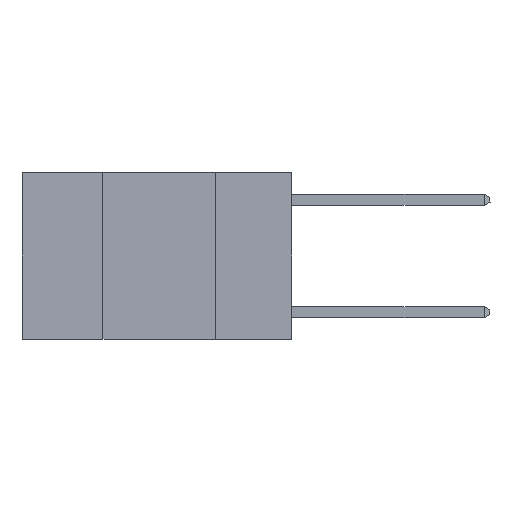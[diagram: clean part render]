
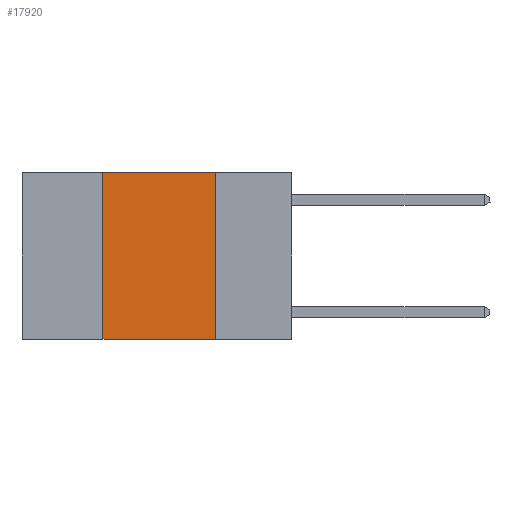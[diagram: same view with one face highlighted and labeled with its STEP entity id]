
A CAD part, left-side view. The second image highlights one B-rep face of the part: STEP entity #17920.
In plain terms, the highlighted planar face has unit normal (-1, 0, 0).
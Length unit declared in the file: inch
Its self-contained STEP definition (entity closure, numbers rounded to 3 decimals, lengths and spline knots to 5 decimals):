
#540 = LINE ( 'NONE', #2319, #3436 ) ;
#610 = EDGE_CURVE ( 'NONE', #15437, #7441, #19849, .T. ) ;
#2304 = DIRECTION ( 'NONE',  ( 0., 0., -1. ) ) ;
#2319 = CARTESIAN_POINT ( 'NONE',  ( 0., 0.42, 0. ) ) ;
#3016 = ORIENTED_EDGE ( 'NONE', *, *, #610, .T. ) ;
#3292 = VECTOR ( 'NONE', #17553, 39.37008 ) ;
#3436 = VECTOR ( 'NONE', #3984, 39.37008 ) ;
#3573 = LINE ( 'NONE', #10481, #11239 ) ;
#3984 = DIRECTION ( 'NONE',  ( 0., 0., 1. ) ) ;
#4773 = CARTESIAN_POINT ( 'NONE',  ( 0., 0.17, -0.37 ) ) ;
#4938 = CARTESIAN_POINT ( 'NONE',  ( 0., 0.6, 0. ) ) ;
#5786 = VECTOR ( 'NONE', #11132, 39.37008 ) ;
#6583 = DIRECTION ( 'NONE',  ( 0., 0., -1. ) ) ;
#6584 = EDGE_CURVE ( 'NONE', #18307, #7441, #3573, .T. ) ;
#7441 = VERTEX_POINT ( 'NONE', #4773 ) ;
#7871 = CARTESIAN_POINT ( 'NONE',  ( 0., 0.6, 0. ) ) ;
#9374 = EDGE_CURVE ( 'NONE', #13756, #18307, #14379, .T. ) ;
#9546 = EDGE_LOOP ( 'NONE', ( #17162, #10690, #19594, #3016 ) ) ;
#9551 = FACE_OUTER_BOUND ( 'NONE', #9546, .T. ) ;
#9716 = EDGE_CURVE ( 'NONE', #15437, #13756, #540, .T. ) ;
#10481 = CARTESIAN_POINT ( 'NONE',  ( 0., 0.17, 0. ) ) ;
#10498 = AXIS2_PLACEMENT_3D ( 'NONE', #4938, #16184, #6583 ) ;
#10690 = ORIENTED_EDGE ( 'NONE', *, *, #9374, .F. ) ;
#11123 = CARTESIAN_POINT ( 'NONE',  ( 0., 0.42, 0. ) ) ;
#11132 = DIRECTION ( 'NONE',  ( 0., -1., 0. ) ) ;
#11239 = VECTOR ( 'NONE', #2304, 39.37008 ) ;
#11496 = CARTESIAN_POINT ( 'NONE',  ( 0., 0.42, -0.37 ) ) ;
#13756 = VERTEX_POINT ( 'NONE', #11123 ) ;
#14379 = LINE ( 'NONE', #7871, #5786 ) ;
#14539 = PLANE ( 'NONE',  #10498 ) ;
#15437 = VERTEX_POINT ( 'NONE', #11496 ) ;
#16184 = DIRECTION ( 'NONE',  ( 1., 0., 0. ) ) ;
#17162 = ORIENTED_EDGE ( 'NONE', *, *, #6584, .F. ) ;
#17553 = DIRECTION ( 'NONE',  ( 0., -1., 0. ) ) ;
#17568 = CARTESIAN_POINT ( 'NONE',  ( 0., 0.6, -0.37 ) ) ;
#17920 = ADVANCED_FACE ( 'NONE', ( #9551 ), #14539, .F. ) ;
#18307 = VERTEX_POINT ( 'NONE', #20187 ) ;
#19594 = ORIENTED_EDGE ( 'NONE', *, *, #9716, .F. ) ;
#19849 = LINE ( 'NONE', #17568, #3292 ) ;
#20187 = CARTESIAN_POINT ( 'NONE',  ( 0., 0.17, 0. ) ) ;
